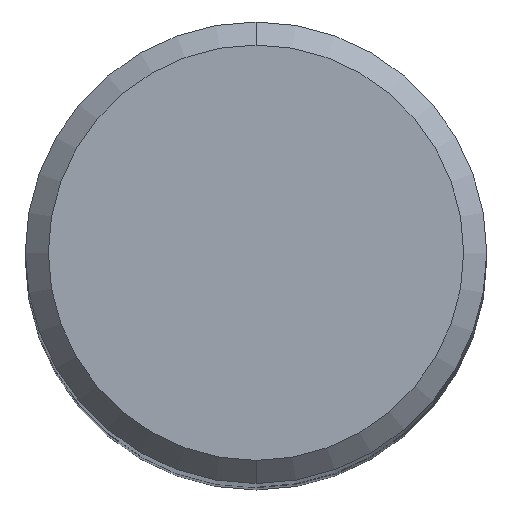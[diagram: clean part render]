
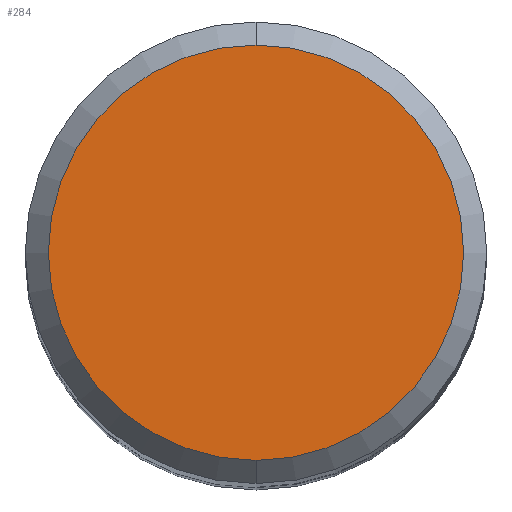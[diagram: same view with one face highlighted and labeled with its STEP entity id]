
A CAD part, top view. The second image highlights one B-rep face of the part: STEP entity #284.
In plain terms, the highlighted planar face has unit normal (0, 0, 1).
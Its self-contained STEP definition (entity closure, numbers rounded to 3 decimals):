
#192=VERTEX_POINT('',#485);
#284=ADVANCED_FACE('',(#593),#594,.T.);
#378=VERTEX_POINT('',#696);
#382=EDGE_CURVE('',#378,#192,#700,.T.);
#404=EDGE_CURVE('',#192,#378,#722,.T.);
#485=CARTESIAN_POINT('',(0.0,5.4,0.0));
#593=FACE_OUTER_BOUND('',#1059,.T.);
#594=PLANE('',#1060);
#696=CARTESIAN_POINT('',(0.,-5.4,0.0));
#700=CIRCLE('',#1321,5.4);
#722=CIRCLE('',#1362,5.4);
#1059=EDGE_LOOP('',(#1621,#1622));
#1060=AXIS2_PLACEMENT_3D('',#1623,#1624,#1625);
#1321=AXIS2_PLACEMENT_3D('',#1732,#1733,#1734);
#1362=AXIS2_PLACEMENT_3D('',#1744,#1745,#1746);
#1621=ORIENTED_EDGE('',*,*,#404,.F.);
#1622=ORIENTED_EDGE('',*,*,#382,.F.);
#1623=CARTESIAN_POINT('',(0.0,2.7,0.0));
#1624=DIRECTION('',(-0.0,0.0,1.0));
#1625=DIRECTION('',(0.0,-1.0,0.0));
#1732=CARTESIAN_POINT('',(0.0,0.0,0.0));
#1733=DIRECTION('',(0.0,0.0,-1.0));
#1734=DIRECTION('',(0.0,1.0,0.0));
#1744=CARTESIAN_POINT('',(0.0,0.0,0.0));
#1745=DIRECTION('',(0.0,0.0,-1.0));
#1746=DIRECTION('',(0.0,1.0,0.0));
